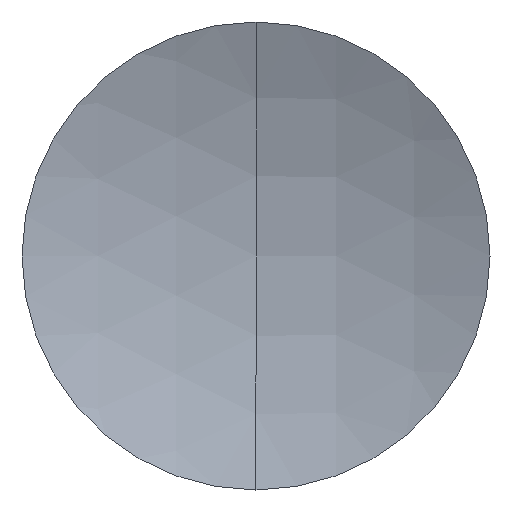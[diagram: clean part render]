
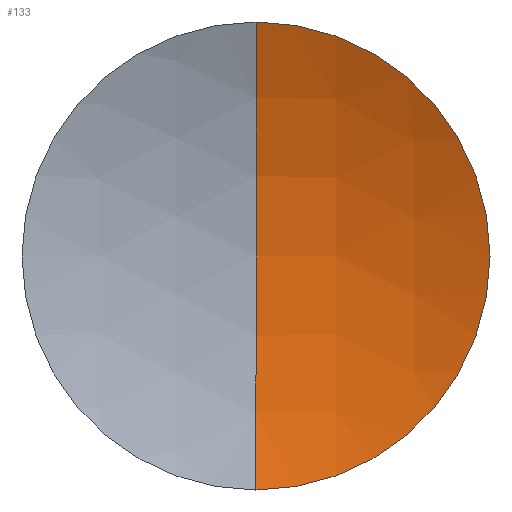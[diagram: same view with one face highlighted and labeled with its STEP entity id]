
A CAD part, left-side view. The second image highlights one B-rep face of the part: STEP entity #133.
In plain terms, the highlighted spherical face has radius 16.9 mm.
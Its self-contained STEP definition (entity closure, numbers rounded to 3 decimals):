
#11 = DIRECTION ( 'NONE',  ( 0., 1., 0. ) ) ;
#19 = EDGE_CURVE ( 'NONE', #77, #26, #243, .T. ) ;
#26 = VERTEX_POINT ( 'NONE', #61 ) ;
#37 = EDGE_CURVE ( 'NONE', #301, #77, #276, .T. ) ;
#45 = CIRCLE ( 'NONE', #89, 16.9 ) ;
#47 = SPHERICAL_SURFACE ( 'NONE', #110, 16.9 ) ;
#48 = EDGE_LOOP ( 'NONE', ( #100, #323, #78 ) ) ;
#61 = CARTESIAN_POINT ( 'NONE',  ( 228.073, 0., 6.35 ) ) ;
#66 = DIRECTION ( 'NONE',  ( 0., 0., 1. ) ) ;
#77 = VERTEX_POINT ( 'NONE', #83 ) ;
#78 = ORIENTED_EDGE ( 'NONE', *, *, #19, .T. ) ;
#83 = CARTESIAN_POINT ( 'NONE',  ( 228.073, 0., -6.35 ) ) ;
#89 = AXIS2_PLACEMENT_3D ( 'NONE', #114, #146, #193 ) ;
#100 = ORIENTED_EDGE ( 'NONE', *, *, #203, .F. ) ;
#105 = DIRECTION ( 'NONE',  ( -1., 0., 0. ) ) ;
#110 = AXIS2_PLACEMENT_3D ( 'NONE', #259, #269, #138 ) ;
#114 = CARTESIAN_POINT ( 'NONE',  ( 212.412, 0., 0. ) ) ;
#133 = ADVANCED_FACE ( 'NONE', ( #340 ), #47, .F. ) ;
#137 = CARTESIAN_POINT ( 'NONE',  ( 212.412, 0., 0. ) ) ;
#138 = DIRECTION ( 'NONE',  ( 0., 0., 1. ) ) ;
#146 = DIRECTION ( 'NONE',  ( 0., -1., 0. ) ) ;
#193 = DIRECTION ( 'NONE',  ( 0., 0., -1. ) ) ;
#195 = DIRECTION ( 'NONE',  ( 0., 0., 1. ) ) ;
#203 = EDGE_CURVE ( 'NONE', #301, #26, #45, .T. ) ;
#221 = AXIS2_PLACEMENT_3D ( 'NONE', #249, #105, #195 ) ;
#243 = CIRCLE ( 'NONE', #221, 6.35 ) ;
#248 = CARTESIAN_POINT ( 'NONE',  ( 229.312, 0., 0. ) ) ;
#249 = CARTESIAN_POINT ( 'NONE',  ( 228.073, 0., 0. ) ) ;
#259 = CARTESIAN_POINT ( 'NONE',  ( 212.412, 0., 0. ) ) ;
#269 = DIRECTION ( 'NONE',  ( 0., 1., 0. ) ) ;
#276 = CIRCLE ( 'NONE', #313, 16.9 ) ;
#301 = VERTEX_POINT ( 'NONE', #248 ) ;
#313 = AXIS2_PLACEMENT_3D ( 'NONE', #137, #11, #66 ) ;
#323 = ORIENTED_EDGE ( 'NONE', *, *, #37, .T. ) ;
#340 = FACE_OUTER_BOUND ( 'NONE', #48, .T. ) ;
